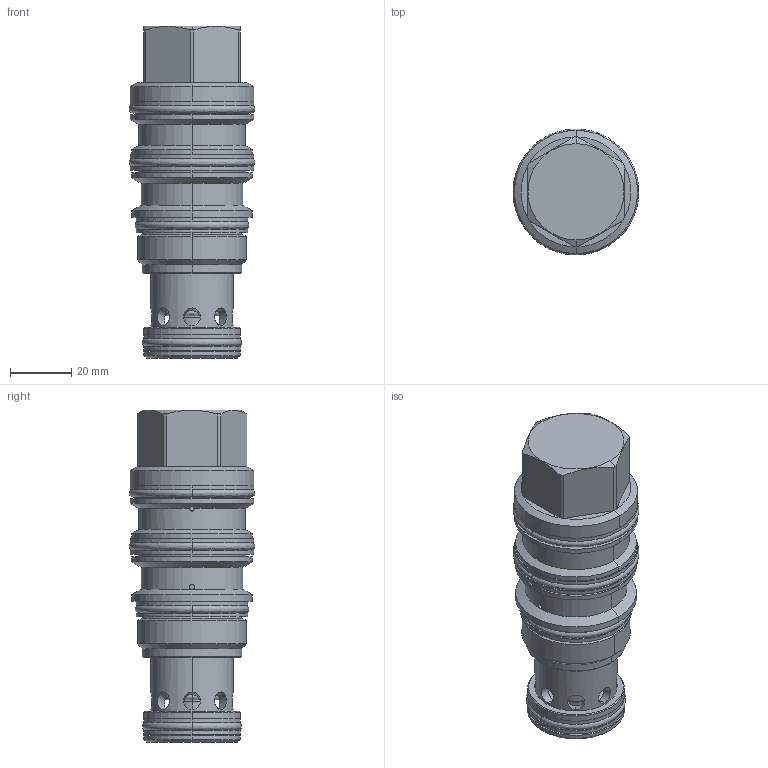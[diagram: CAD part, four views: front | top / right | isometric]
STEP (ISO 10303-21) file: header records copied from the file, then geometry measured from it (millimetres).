
FILE_DESCRIPTION((''),'2;1');
FILE_NAME('DKHS-XHN_PRT','2016-03-14T',('Administrator'),(''),'PRO/ENGINEER BY PARAMETRIC TECHNOLOGY CORPORATION, 2006240','PRO/ENGINEER BY PARAMETRIC TECHNOLOGY CORPORATION, 2006240','');
FILE_SCHEMA(('CONFIG_CONTROL_DESIGN'));
Length unit declared in the file: inch
Products named in the file (1): DKHS-XHN_PRT
Bounding box: 41.17 x 41.17 x 108.74 mm (x, y, z)
Volume: 97705.3 mm3; surface area: 27291.4 mm2
Topology: 6 solids, 6 shells, 234 faces, 551 edges, 326 vertices
Faces by surface type: cylinder 105, plane 41, cone 36, torus 32, revolution 20
Entity records: 8825 total; most frequent: CARTESIAN_POINT 3389, DIRECTION 1154, ORIENTED_EDGE 1098, EDGE_CURVE 549, AXIS2_PLACEMENT_3D 490, VERTEX_POINT 326, CIRCLE 276, EDGE_LOOP 275
